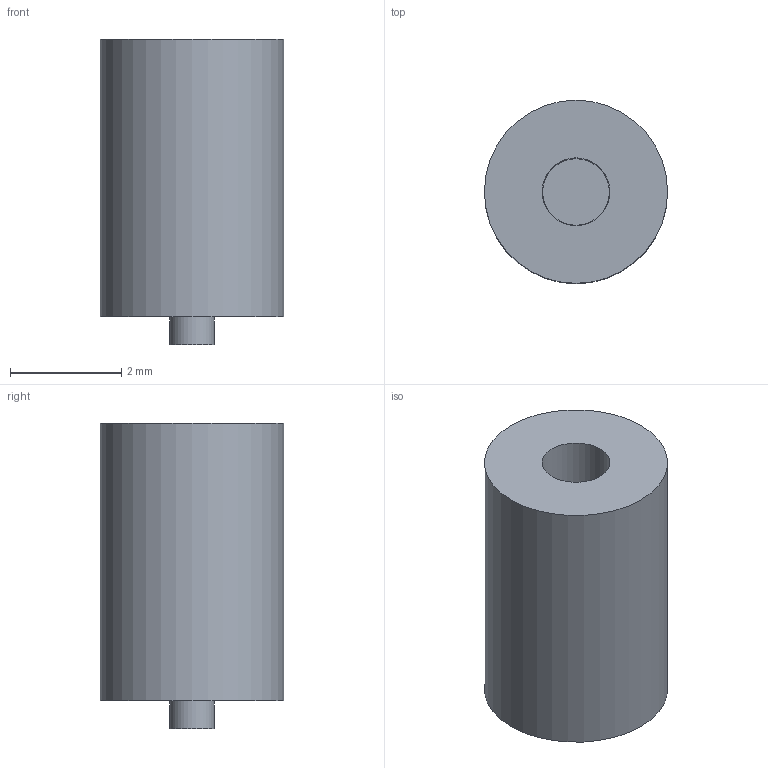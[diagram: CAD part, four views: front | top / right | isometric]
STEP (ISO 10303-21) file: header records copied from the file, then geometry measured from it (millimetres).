
FILE_DESCRIPTION(/* description */ ('model of Mounting_Wuerth_WA-SMSI-M1.6_H5mm_ThreadDepth2mm_97730506332'),/* implementation_level */ '2;1');
FILE_NAME(/* name */ 'Mounting_Wuerth_WA-SMSI-M1.6_H5mm_ThreadDepth2mm_97730506332.step',/* time_stamp */ '2019-05-27T21:52:52',/* author */ ('Rene Poeschl',''),/* organization */ (''),/* preprocessor_version */ '',/* originating_system */ '',/* authorisation */ '');
FILE_SCHEMA(('AUTOMOTIVE_DESIGN { 1 0 10303 214 1 1 1 1 }'));
Length unit declared in the file: millimetre
Products named in the file (1): Mounting_Wuerth_WA_SMSI_M16_H5mm_ThreadDepth2mm_97730506332
Bounding box: 3.3 x 3.3 x 5.5 mm (x, y, z)
Volume: 39.4 mm3; surface area: 82.1 mm2
Topology: 1 solids, 1 shells, 9 faces, 12 edges, 8 vertices
Faces by surface type: plane 5, cylinder 4
Full cylindrical faces by diameter (mm): 0.8 x1, 1.2 x1, 1.22 x1, 3.3 x1
Entity records: 215 total; most frequent: DIRECTION 40, CARTESIAN_POINT 30, ORIENTED_EDGE 24, AXIS2_PLACEMENT_3D 18, FACE_BOUND 12, EDGE_LOOP 12, EDGE_CURVE 12, ADVANCED_FACE 9
